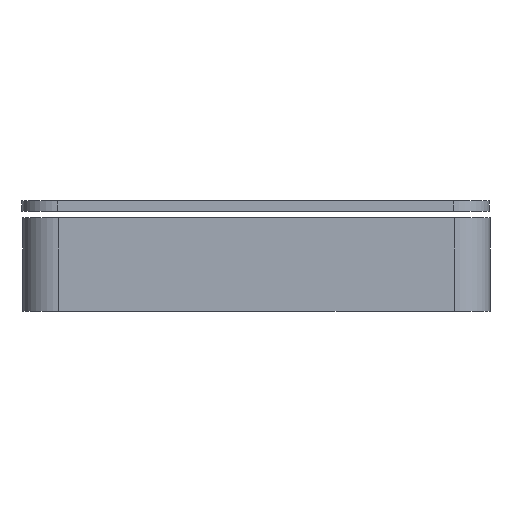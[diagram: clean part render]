
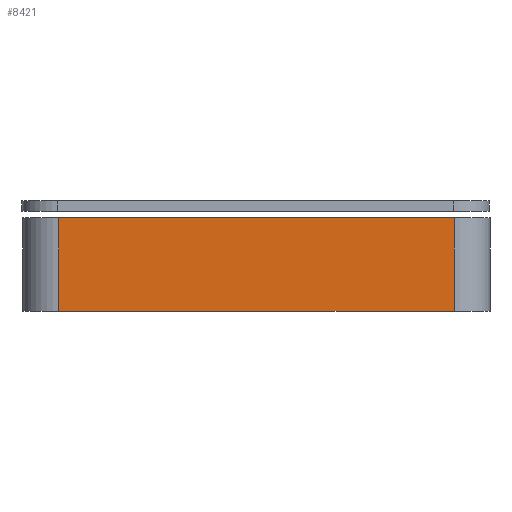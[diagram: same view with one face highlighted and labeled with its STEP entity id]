
A CAD part, front view. The second image highlights one B-rep face of the part: STEP entity #8421.
In plain terms, the highlighted planar face has unit normal (0, -1, 0).
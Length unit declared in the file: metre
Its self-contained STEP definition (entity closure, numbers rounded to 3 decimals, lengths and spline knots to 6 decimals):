
#3164=ORIENTED_EDGE('',*,*,#4452,.T.);
#3165=ORIENTED_EDGE('',*,*,#4453,.T.);
#3166=ORIENTED_EDGE('',*,*,#4454,.F.);
#3167=ORIENTED_EDGE('',*,*,#4455,.T.);
#4452=EDGE_CURVE('',#5296,#5297,#6020,.T.);
#4453=EDGE_CURVE('',#5297,#5298,#6021,.F.);
#4454=EDGE_CURVE('',#5299,#5298,#6022,.T.);
#4455=EDGE_CURVE('',#5299,#5296,#6023,.T.);
#5296=VERTEX_POINT('',#14835);
#5297=VERTEX_POINT('',#14836);
#5298=VERTEX_POINT('',#14838);
#5299=VERTEX_POINT('',#14840);
#6020=LINE('',#14834,#6742);
#6021=LINE('',#14837,#6743);
#6022=LINE('',#14839,#6744);
#6023=LINE('',#14841,#6745);
#6742=VECTOR('',#10776,1.);
#6743=VECTOR('',#10777,1.);
#6744=VECTOR('',#10778,1.);
#6745=VECTOR('',#10779,1.);
#7246=EDGE_LOOP('',(#3164,#3165,#3166,#3167));
#7758=FACE_BOUND('',#7246,.T.);
#7978=PLANE('',#9023);
#8421=ADVANCED_FACE('',(#7758),#7978,.F.);
#9023=AXIS2_PLACEMENT_3D('',#14833,#10774,#10775);
#10774=DIRECTION('',(0.,1.,0.));
#10775=DIRECTION('',(0.,0.,1.));
#10776=DIRECTION('',(1.,0.,0.));
#10777=DIRECTION('',(0.,0.,-1.));
#10778=DIRECTION('',(1.,0.,0.));
#10779=DIRECTION('',(0.,0.,-1.));
#14833=CARTESIAN_POINT('',(-0.026937,-0.040315,0.013));
#14834=CARTESIAN_POINT('',(-0.026937,-0.040315,0.));
#14835=CARTESIAN_POINT('',(-0.026937,-0.040315,0.));
#14836=CARTESIAN_POINT('',(0.028063,-0.040315,0.));
#14837=CARTESIAN_POINT('',(0.028063,-0.040315,0.013));
#14838=CARTESIAN_POINT('',(0.028063,-0.040315,0.013));
#14839=CARTESIAN_POINT('',(-0.026937,-0.040315,0.013));
#14840=CARTESIAN_POINT('',(-0.026937,-0.040315,0.013));
#14841=CARTESIAN_POINT('',(-0.026937,-0.040315,0.013));
